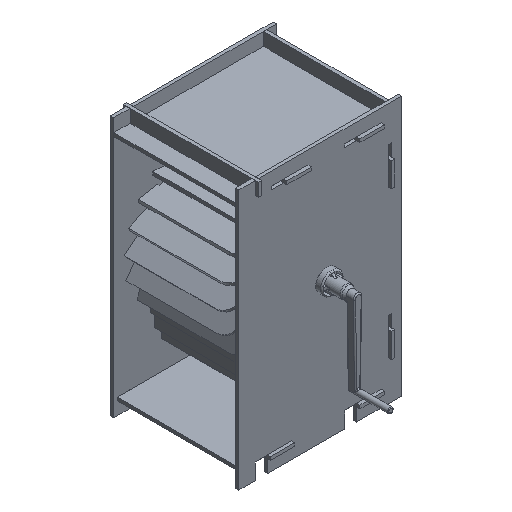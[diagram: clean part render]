
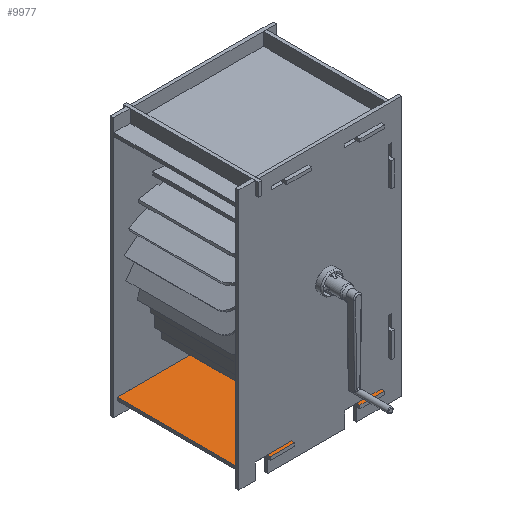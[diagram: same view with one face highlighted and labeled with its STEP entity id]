
A CAD part, isometric view. The second image highlights one B-rep face of the part: STEP entity #9977.
In plain terms, the highlighted planar face has unit normal (0, 0, 1).
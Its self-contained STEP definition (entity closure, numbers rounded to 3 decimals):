
#809=PLANE('',#10933);
#1284=FACE_OUTER_BOUND('',#1905,.T.);
#1905=EDGE_LOOP('',(#8870,#8871,#8872,#8873,#8874,#8875,#8876,#8877,#8878,
#8879,#8880,#8881,#8882,#8883,#8884,#8885,#8886,#8887,#8888,#8889,#8890,
#8891,#8892,#8893,#8894,#8895,#8896,#8897,#8898,#8899,#8900,#8901));
#2732=LINE('',#16259,#3804);
#2736=LINE('',#16267,#3808);
#2739=LINE('',#16273,#3811);
#2742=LINE('',#16279,#3814);
#2745=LINE('',#16285,#3817);
#2748=LINE('',#16291,#3820);
#2751=LINE('',#16297,#3823);
#2754=LINE('',#16303,#3826);
#2757=LINE('',#16309,#3829);
#2760=LINE('',#16315,#3832);
#2763=LINE('',#16321,#3835);
#2766=LINE('',#16327,#3838);
#2769=LINE('',#16333,#3841);
#2772=LINE('',#16339,#3844);
#2775=LINE('',#16345,#3847);
#2778=LINE('',#16351,#3850);
#2781=LINE('',#16357,#3853);
#2784=LINE('',#16363,#3856);
#2787=LINE('',#16369,#3859);
#2790=LINE('',#16375,#3862);
#2793=LINE('',#16381,#3865);
#2796=LINE('',#16387,#3868);
#2799=LINE('',#16393,#3871);
#2802=LINE('',#16399,#3874);
#2805=LINE('',#16405,#3877);
#2808=LINE('',#16411,#3880);
#2811=LINE('',#16417,#3883);
#2814=LINE('',#16423,#3886);
#2817=LINE('',#16429,#3889);
#2820=LINE('',#16435,#3892);
#2823=LINE('',#16441,#3895);
#2826=LINE('',#16446,#3898);
#3804=VECTOR('',#13177,10.);
#3808=VECTOR('',#13183,10.);
#3811=VECTOR('',#13188,10.);
#3814=VECTOR('',#13193,10.);
#3817=VECTOR('',#13198,10.);
#3820=VECTOR('',#13203,10.);
#3823=VECTOR('',#13208,10.);
#3826=VECTOR('',#13213,10.);
#3829=VECTOR('',#13218,10.);
#3832=VECTOR('',#13223,10.);
#3835=VECTOR('',#13228,10.);
#3838=VECTOR('',#13233,10.);
#3841=VECTOR('',#13238,10.);
#3844=VECTOR('',#13243,10.);
#3847=VECTOR('',#13248,10.);
#3850=VECTOR('',#13253,10.);
#3853=VECTOR('',#13258,10.);
#3856=VECTOR('',#13263,10.);
#3859=VECTOR('',#13268,10.);
#3862=VECTOR('',#13273,10.);
#3865=VECTOR('',#13278,10.);
#3868=VECTOR('',#13283,10.);
#3871=VECTOR('',#13288,10.);
#3874=VECTOR('',#13293,10.);
#3877=VECTOR('',#13298,10.);
#3880=VECTOR('',#13303,10.);
#3883=VECTOR('',#13308,10.);
#3886=VECTOR('',#13313,10.);
#3889=VECTOR('',#13318,10.);
#3892=VECTOR('',#13323,10.);
#3895=VECTOR('',#13328,10.);
#3898=VECTOR('',#13333,10.);
#5110=VERTEX_POINT('',#16257);
#5111=VERTEX_POINT('',#16258);
#5114=VERTEX_POINT('',#16266);
#5116=VERTEX_POINT('',#16272);
#5118=VERTEX_POINT('',#16278);
#5120=VERTEX_POINT('',#16284);
#5122=VERTEX_POINT('',#16290);
#5124=VERTEX_POINT('',#16296);
#5126=VERTEX_POINT('',#16302);
#5128=VERTEX_POINT('',#16308);
#5130=VERTEX_POINT('',#16314);
#5132=VERTEX_POINT('',#16320);
#5134=VERTEX_POINT('',#16326);
#5136=VERTEX_POINT('',#16332);
#5138=VERTEX_POINT('',#16338);
#5140=VERTEX_POINT('',#16344);
#5142=VERTEX_POINT('',#16350);
#5144=VERTEX_POINT('',#16356);
#5146=VERTEX_POINT('',#16362);
#5148=VERTEX_POINT('',#16368);
#5150=VERTEX_POINT('',#16374);
#5152=VERTEX_POINT('',#16380);
#5154=VERTEX_POINT('',#16386);
#5156=VERTEX_POINT('',#16392);
#5158=VERTEX_POINT('',#16398);
#5160=VERTEX_POINT('',#16404);
#5162=VERTEX_POINT('',#16410);
#5164=VERTEX_POINT('',#16416);
#5166=VERTEX_POINT('',#16422);
#5168=VERTEX_POINT('',#16428);
#5170=VERTEX_POINT('',#16434);
#5172=VERTEX_POINT('',#16440);
#6363=EDGE_CURVE('',#5110,#5111,#2732,.T.);
#6367=EDGE_CURVE('',#5111,#5114,#2736,.T.);
#6370=EDGE_CURVE('',#5114,#5116,#2739,.T.);
#6373=EDGE_CURVE('',#5116,#5118,#2742,.T.);
#6376=EDGE_CURVE('',#5118,#5120,#2745,.T.);
#6379=EDGE_CURVE('',#5120,#5122,#2748,.T.);
#6382=EDGE_CURVE('',#5122,#5124,#2751,.T.);
#6385=EDGE_CURVE('',#5124,#5126,#2754,.T.);
#6388=EDGE_CURVE('',#5126,#5128,#2757,.T.);
#6391=EDGE_CURVE('',#5128,#5130,#2760,.T.);
#6394=EDGE_CURVE('',#5130,#5132,#2763,.T.);
#6397=EDGE_CURVE('',#5132,#5134,#2766,.T.);
#6400=EDGE_CURVE('',#5134,#5136,#2769,.T.);
#6403=EDGE_CURVE('',#5136,#5138,#2772,.T.);
#6406=EDGE_CURVE('',#5138,#5140,#2775,.T.);
#6409=EDGE_CURVE('',#5140,#5142,#2778,.T.);
#6412=EDGE_CURVE('',#5142,#5144,#2781,.T.);
#6415=EDGE_CURVE('',#5144,#5146,#2784,.T.);
#6418=EDGE_CURVE('',#5146,#5148,#2787,.T.);
#6421=EDGE_CURVE('',#5148,#5150,#2790,.T.);
#6424=EDGE_CURVE('',#5150,#5152,#2793,.T.);
#6427=EDGE_CURVE('',#5152,#5154,#2796,.T.);
#6430=EDGE_CURVE('',#5154,#5156,#2799,.T.);
#6433=EDGE_CURVE('',#5156,#5158,#2802,.T.);
#6436=EDGE_CURVE('',#5158,#5160,#2805,.T.);
#6439=EDGE_CURVE('',#5160,#5162,#2808,.T.);
#6442=EDGE_CURVE('',#5162,#5164,#2811,.T.);
#6445=EDGE_CURVE('',#5164,#5166,#2814,.T.);
#6448=EDGE_CURVE('',#5166,#5168,#2817,.T.);
#6451=EDGE_CURVE('',#5168,#5170,#2820,.T.);
#6454=EDGE_CURVE('',#5170,#5172,#2823,.T.);
#6457=EDGE_CURVE('',#5172,#5110,#2826,.T.);
#8870=ORIENTED_EDGE('',*,*,#6457,.T.);
#8871=ORIENTED_EDGE('',*,*,#6363,.T.);
#8872=ORIENTED_EDGE('',*,*,#6367,.T.);
#8873=ORIENTED_EDGE('',*,*,#6370,.T.);
#8874=ORIENTED_EDGE('',*,*,#6373,.T.);
#8875=ORIENTED_EDGE('',*,*,#6376,.T.);
#8876=ORIENTED_EDGE('',*,*,#6379,.T.);
#8877=ORIENTED_EDGE('',*,*,#6382,.T.);
#8878=ORIENTED_EDGE('',*,*,#6385,.T.);
#8879=ORIENTED_EDGE('',*,*,#6388,.T.);
#8880=ORIENTED_EDGE('',*,*,#6391,.T.);
#8881=ORIENTED_EDGE('',*,*,#6394,.T.);
#8882=ORIENTED_EDGE('',*,*,#6397,.T.);
#8883=ORIENTED_EDGE('',*,*,#6400,.T.);
#8884=ORIENTED_EDGE('',*,*,#6403,.T.);
#8885=ORIENTED_EDGE('',*,*,#6406,.T.);
#8886=ORIENTED_EDGE('',*,*,#6409,.T.);
#8887=ORIENTED_EDGE('',*,*,#6412,.T.);
#8888=ORIENTED_EDGE('',*,*,#6415,.T.);
#8889=ORIENTED_EDGE('',*,*,#6418,.T.);
#8890=ORIENTED_EDGE('',*,*,#6421,.T.);
#8891=ORIENTED_EDGE('',*,*,#6424,.T.);
#8892=ORIENTED_EDGE('',*,*,#6427,.T.);
#8893=ORIENTED_EDGE('',*,*,#6430,.T.);
#8894=ORIENTED_EDGE('',*,*,#6433,.T.);
#8895=ORIENTED_EDGE('',*,*,#6436,.T.);
#8896=ORIENTED_EDGE('',*,*,#6439,.T.);
#8897=ORIENTED_EDGE('',*,*,#6442,.T.);
#8898=ORIENTED_EDGE('',*,*,#6445,.T.);
#8899=ORIENTED_EDGE('',*,*,#6448,.T.);
#8900=ORIENTED_EDGE('',*,*,#6451,.T.);
#8901=ORIENTED_EDGE('',*,*,#6454,.T.);
#9977=ADVANCED_FACE('',(#1284),#809,.F.);
#10933=AXIS2_PLACEMENT_3D('',#16448,#13335,#13336);
#13177=DIRECTION('',(0.,1.,0.));
#13183=DIRECTION('',(-1.,0.,0.));
#13188=DIRECTION('',(0.,1.,0.));
#13193=DIRECTION('',(1.,0.,0.));
#13198=DIRECTION('',(0.,-1.,0.));
#13203=DIRECTION('',(1.,0.,0.));
#13208=DIRECTION('',(0.,1.,0.));
#13213=DIRECTION('',(-1.,0.,0.));
#13218=DIRECTION('',(0.,1.,0.));
#13223=DIRECTION('',(1.,0.,0.));
#13228=DIRECTION('',(0.,1.,0.));
#13233=DIRECTION('',(-1.,0.,0.));
#13238=DIRECTION('',(0.,1.,0.));
#13243=DIRECTION('',(1.,0.,0.));
#13248=DIRECTION('',(0.,1.,0.));
#13253=DIRECTION('',(-1.,0.,0.));
#13258=DIRECTION('',(0.,1.,0.));
#13263=DIRECTION('',(1.,0.,0.));
#13268=DIRECTION('',(0.,1.,0.));
#13273=DIRECTION('',(-1.,0.,0.));
#13278=DIRECTION('',(0.,-1.,0.));
#13283=DIRECTION('',(-1.,0.,0.));
#13288=DIRECTION('',(0.,1.,0.));
#13293=DIRECTION('',(1.,0.,0.));
#13298=DIRECTION('',(0.,1.,0.));
#13303=DIRECTION('',(-1.,0.,0.));
#13308=DIRECTION('',(0.,-1.,0.));
#13313=DIRECTION('',(-1.,0.,0.));
#13318=DIRECTION('',(0.,-1.,0.));
#13323=DIRECTION('',(1.,0.,0.));
#13328=DIRECTION('',(0.,-1.,0.));
#13333=DIRECTION('',(1.,0.,0.));
#13335=DIRECTION('center_axis',(0.,0.,-1.));
#13336=DIRECTION('ref_axis',(-1.,0.,0.));
#16257=CARTESIAN_POINT('',(-20.,-9.,-85.007));
#16258=CARTESIAN_POINT('',(-20.,-7.,-85.007));
#16259=CARTESIAN_POINT('',(-20.,12.75,-85.007));
#16266=CARTESIAN_POINT('',(-27.5,-7.,-85.007));
#16267=CARTESIAN_POINT('',(-16.,-7.,-85.007));
#16272=CARTESIAN_POINT('',(-27.5,-5.,-85.007));
#16273=CARTESIAN_POINT('',(-27.5,13.75,-85.007));
#16278=CARTESIAN_POINT('',(20.,-5.,-85.007));
#16279=CARTESIAN_POINT('',(7.75,-5.,-85.007));
#16284=CARTESIAN_POINT('',(20.,-9.,-85.007));
#16285=CARTESIAN_POINT('',(20.,11.75,-85.007));
#16290=CARTESIAN_POINT('',(35.,-9.,-85.007));
#16291=CARTESIAN_POINT('',(15.25,-9.,-85.007));
#16296=CARTESIAN_POINT('',(35.,-7.,-85.007));
#16297=CARTESIAN_POINT('',(35.,12.75,-85.007));
#16302=CARTESIAN_POINT('',(27.5,-7.,-85.007));
#16303=CARTESIAN_POINT('',(11.5,-7.,-85.007));
#16308=CARTESIAN_POINT('',(27.5,-5.,-85.007));
#16309=CARTESIAN_POINT('',(27.5,13.75,-85.007));
#16314=CARTESIAN_POINT('',(41.5,-5.,-85.007));
#16315=CARTESIAN_POINT('',(18.5,-5.,-85.007));
#16320=CARTESIAN_POINT('',(41.5,0.,-85.007));
#16321=CARTESIAN_POINT('',(41.5,16.25,-85.007));
#16326=CARTESIAN_POINT('',(39.5,0.,-85.007));
#16327=CARTESIAN_POINT('',(17.5,0.,-85.007));
#16332=CARTESIAN_POINT('',(39.5,65.,-85.007));
#16333=CARTESIAN_POINT('',(39.5,48.75,-85.007));
#16338=CARTESIAN_POINT('',(41.5,65.,-85.007));
#16339=CARTESIAN_POINT('',(18.5,65.,-85.007));
#16344=CARTESIAN_POINT('',(41.5,70.,-85.007));
#16345=CARTESIAN_POINT('',(41.5,51.25,-85.007));
#16350=CARTESIAN_POINT('',(27.5,70.,-85.007));
#16351=CARTESIAN_POINT('',(11.5,70.,-85.007));
#16356=CARTESIAN_POINT('',(27.5,72.,-85.007));
#16357=CARTESIAN_POINT('',(27.5,52.25,-85.007));
#16362=CARTESIAN_POINT('',(35.,72.,-85.007));
#16363=CARTESIAN_POINT('',(15.25,72.,-85.007));
#16368=CARTESIAN_POINT('',(35.,74.,-85.007));
#16369=CARTESIAN_POINT('',(35.,53.25,-85.007));
#16374=CARTESIAN_POINT('',(20.,74.,-85.007));
#16375=CARTESIAN_POINT('',(7.75,74.,-85.007));
#16380=CARTESIAN_POINT('',(20.,70.,-85.007));
#16381=CARTESIAN_POINT('',(20.,51.25,-85.007));
#16386=CARTESIAN_POINT('',(-27.5,70.,-85.007));
#16387=CARTESIAN_POINT('',(-16.,70.,-85.007));
#16392=CARTESIAN_POINT('',(-27.5,72.,-85.007));
#16393=CARTESIAN_POINT('',(-27.5,52.25,-85.007));
#16398=CARTESIAN_POINT('',(-20.,72.,-85.007));
#16399=CARTESIAN_POINT('',(-12.25,72.,-85.007));
#16404=CARTESIAN_POINT('',(-20.,74.,-85.007));
#16405=CARTESIAN_POINT('',(-20.,53.25,-85.007));
#16410=CARTESIAN_POINT('',(-35.,74.,-85.007));
#16411=CARTESIAN_POINT('',(-19.75,74.,-85.007));
#16416=CARTESIAN_POINT('',(-35.,70.,-85.007));
#16417=CARTESIAN_POINT('',(-35.,51.25,-85.007));
#16422=CARTESIAN_POINT('',(-50.5,70.,-85.007));
#16423=CARTESIAN_POINT('',(-27.5,70.,-85.007));
#16428=CARTESIAN_POINT('',(-50.5,-5.,-85.007));
#16429=CARTESIAN_POINT('',(-50.5,13.75,-85.007));
#16434=CARTESIAN_POINT('',(-35.,-5.,-85.007));
#16435=CARTESIAN_POINT('',(-19.75,-5.,-85.007));
#16440=CARTESIAN_POINT('',(-35.,-9.,-85.007));
#16441=CARTESIAN_POINT('',(-35.,11.75,-85.007));
#16446=CARTESIAN_POINT('',(-12.25,-9.,-85.007));
#16448=CARTESIAN_POINT('Origin',(-4.5,32.5,-85.007));
